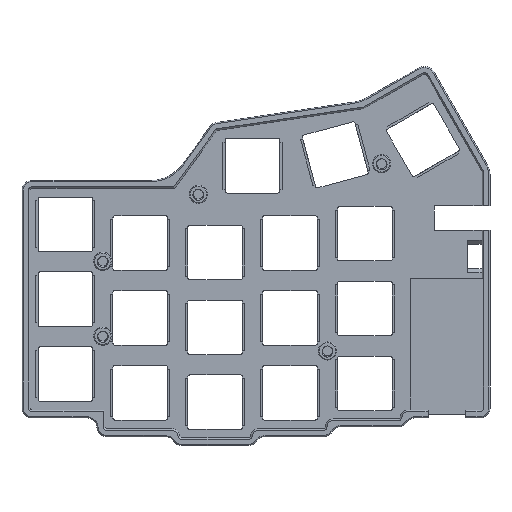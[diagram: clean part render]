
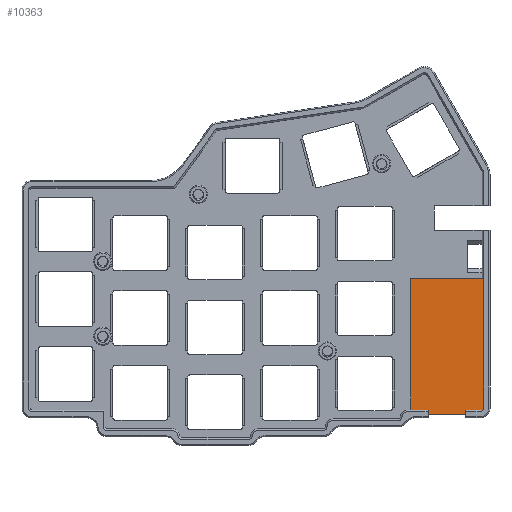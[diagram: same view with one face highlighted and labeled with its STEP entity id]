
A CAD part, front view. The second image highlights one B-rep face of the part: STEP entity #10363.
In plain terms, the highlighted planar face has unit normal (0, -1, 0).
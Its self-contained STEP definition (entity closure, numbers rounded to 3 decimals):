
#128=PLANE('',#10968);
#515=FACE_OUTER_BOUND('',#1086,.T.);
#1086=EDGE_LOOP('',(#7195,#7196,#7197,#7198,#7199,#7200,#7201,#7202));
#2171=LINE('',#16584,#3287);
#2173=LINE('',#16588,#3289);
#2174=LINE('',#16590,#3290);
#2175=LINE('',#16592,#3291);
#2176=LINE('',#16594,#3292);
#2177=LINE('',#16596,#3293);
#2178=LINE('',#16598,#3294);
#2179=LINE('',#16599,#3295);
#3287=VECTOR('',#11970,10.);
#3289=VECTOR('',#11974,10.);
#3290=VECTOR('',#11975,10.);
#3291=VECTOR('',#11976,10.);
#3292=VECTOR('',#11977,10.);
#3293=VECTOR('',#11978,10.);
#3294=VECTOR('',#11979,10.);
#3295=VECTOR('',#11980,10.);
#4503=VERTEX_POINT('',#16581);
#4504=VERTEX_POINT('',#16583);
#4505=VERTEX_POINT('',#16587);
#4506=VERTEX_POINT('',#16589);
#4507=VERTEX_POINT('',#16591);
#4508=VERTEX_POINT('',#16593);
#4509=VERTEX_POINT('',#16595);
#4510=VERTEX_POINT('',#16597);
#5567=EDGE_CURVE('',#4504,#4503,#2171,.T.);
#5569=EDGE_CURVE('',#4504,#4505,#2173,.T.);
#5570=EDGE_CURVE('',#4506,#4503,#2174,.T.);
#5571=EDGE_CURVE('',#4507,#4506,#2175,.T.);
#5572=EDGE_CURVE('',#4508,#4507,#2176,.T.);
#5573=EDGE_CURVE('',#4509,#4508,#2177,.T.);
#5574=EDGE_CURVE('',#4510,#4509,#2178,.T.);
#5575=EDGE_CURVE('',#4505,#4510,#2179,.T.);
#7195=ORIENTED_EDGE('',*,*,#5569,.F.);
#7196=ORIENTED_EDGE('',*,*,#5567,.T.);
#7197=ORIENTED_EDGE('',*,*,#5570,.F.);
#7198=ORIENTED_EDGE('',*,*,#5571,.F.);
#7199=ORIENTED_EDGE('',*,*,#5572,.F.);
#7200=ORIENTED_EDGE('',*,*,#5573,.F.);
#7201=ORIENTED_EDGE('',*,*,#5574,.F.);
#7202=ORIENTED_EDGE('',*,*,#5575,.F.);
#10363=ADVANCED_FACE('',(#515),#128,.T.);
#10968=AXIS2_PLACEMENT_3D('',#16586,#11972,#11973);
#11970=DIRECTION('',(1.,0.,0.));
#11972=DIRECTION('center_axis',(0.,-1.,0.));
#11973=DIRECTION('ref_axis',(0.,0.,-1.));
#11974=DIRECTION('',(0.,0.,1.));
#11975=DIRECTION('',(0.,0.,-1.));
#11976=DIRECTION('',(-1.,0.,0.));
#11977=DIRECTION('',(0.,0.,-1.));
#11978=DIRECTION('',(1.,0.,0.));
#11979=DIRECTION('',(0.,0.,1.));
#11980=DIRECTION('',(-1.,0.,0.));
#16581=CARTESIAN_POINT('',(44.546,1.9,-24.375));
#16583=CARTESIAN_POINT('',(35.046,1.9,-24.375));
#16584=CARTESIAN_POINT('',(35.046,1.9,-24.375));
#16586=CARTESIAN_POINT('Origin',(39.796,1.9,-7.175));
#16587=CARTESIAN_POINT('',(35.046,1.9,-23.375));
#16588=CARTESIAN_POINT('',(35.046,1.9,-15.275));
#16589=CARTESIAN_POINT('',(44.546,1.9,-23.375));
#16590=CARTESIAN_POINT('',(44.546,1.9,-16.275));
#16591=CARTESIAN_POINT('',(48.996,1.9,-23.375));
#16592=CARTESIAN_POINT('',(42.171,1.9,-23.375));
#16593=CARTESIAN_POINT('',(48.996,1.9,10.025));
#16594=CARTESIAN_POINT('',(48.996,1.9,-15.275));
#16595=CARTESIAN_POINT('',(30.596,1.9,10.025));
#16596=CARTESIAN_POINT('',(44.396,1.9,10.025));
#16597=CARTESIAN_POINT('',(30.596,1.9,-23.375));
#16598=CARTESIAN_POINT('',(30.596,1.9,1.425));
#16599=CARTESIAN_POINT('',(35.196,1.9,-23.375));
